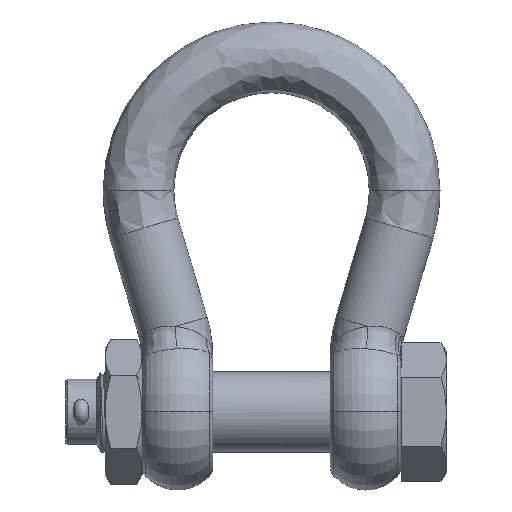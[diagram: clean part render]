
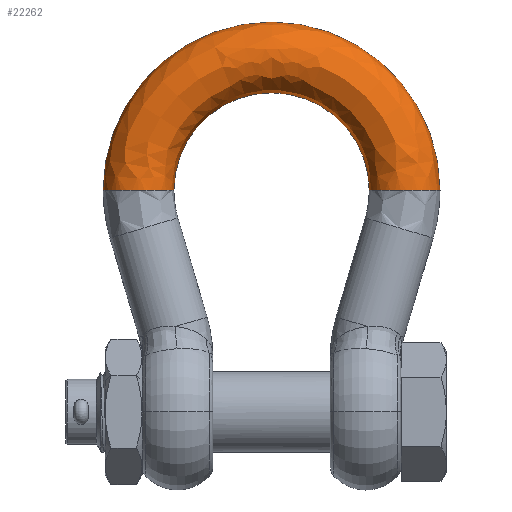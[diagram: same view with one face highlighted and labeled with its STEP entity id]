
A CAD part, top view. The second image highlights one B-rep face of the part: STEP entity #22262.
In plain terms, the highlighted free-form (B-spline) face has degree [3, 3] with [4, 7] control points.
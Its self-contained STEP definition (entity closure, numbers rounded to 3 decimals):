
#2188 = DIRECTION ( 'NONE',  ( 0., 0., -1. ) ) ;
#2189 = CARTESIAN_POINT ( 'NONE',  ( 0., 156.5, 0. ) ) ;
#2190 = AXIS2_PLACEMENT_3D ( 'NONE', #2189, #2188, #2285 ) ;
#2191 = CIRCLE ( 'NONE', #2190, 69. ) ;
#2192 =( BOUNDED_SURFACE ( )  B_SPLINE_SURFACE ( 3, 3, ( 
 ( #2225, #2224, #2223, #2222, #2221, #2220, #2282 ),
 ( #2281, #2280, #2279, #2278, #2277, #2276, #2275 ),
 ( #2274, #2273, #2272, #2271, #2270, #2269, #2268 ),
 ( #2267, #2266, #2265, #2264, #2263, #2262, #2261 ) ),
 .UNSPECIFIED., .F., .F., .F. ) 
 B_SPLINE_SURFACE_WITH_KNOTS ( ( 4, 4 ),
 ( 4, 3, 4 ),
 ( 0., 1. ),
 ( 0., 0.5, 1. ),
 .UNSPECIFIED. ) 
 GEOMETRIC_REPRESENTATION_ITEM ( )  RATIONAL_B_SPLINE_SURFACE ( (
 ( 1., 0.805, 0.805, 1., 0.805, 0.805, 1.),
 ( 0.333, 0.268, 0.268, 0.333, 0.268, 0.268, 0.333),
 ( 0.333, 0.268, 0.268, 0.333, 0.268, 0.268, 0.333),
 ( 1., 0.805, 0.805, 1., 0.805, 0.805, 1.) ) ) 
 REPRESENTATION_ITEM ( '' )  SURFACE ( )  );
#2220 = CARTESIAN_POINT ( 'NONE',  ( 69., 196.919, 0. ) ) ;
#2221 = CARTESIAN_POINT ( 'NONE',  ( 40.419, 225.5, 0. ) ) ;
#2222 = CARTESIAN_POINT ( 'NONE',  ( 0., 225.5, 0. ) ) ;
#2223 = CARTESIAN_POINT ( 'NONE',  ( -40.419, 225.5, 0. ) ) ;
#2224 = CARTESIAN_POINT ( 'NONE',  ( -69., 196.919, 0. ) ) ;
#2225 = CARTESIAN_POINT ( 'NONE',  ( -69., 156.5, 0. ) ) ;
#2261 = CARTESIAN_POINT ( 'NONE',  ( 119., 156.5, 0. ) ) ;
#2262 = CARTESIAN_POINT ( 'NONE',  ( 119., 226.209, 0. ) ) ;
#2263 = CARTESIAN_POINT ( 'NONE',  ( 69.709, 275.5, 0. ) ) ;
#2264 = CARTESIAN_POINT ( 'NONE',  ( 0., 275.5, 0. ) ) ;
#2265 = CARTESIAN_POINT ( 'NONE',  ( -69.709, 275.5, 0. ) ) ;
#2266 = CARTESIAN_POINT ( 'NONE',  ( -119., 226.209, 0. ) ) ;
#2267 = CARTESIAN_POINT ( 'NONE',  ( -119., 156.5, 0. ) ) ;
#2268 = CARTESIAN_POINT ( 'NONE',  ( 119., 156.5, 50. ) ) ;
#2269 = CARTESIAN_POINT ( 'NONE',  ( 119., 226.209, 50. ) ) ;
#2270 = CARTESIAN_POINT ( 'NONE',  ( 69.709, 275.5, 50. ) ) ;
#2271 = CARTESIAN_POINT ( 'NONE',  ( 0., 275.5, 50. ) ) ;
#2272 = CARTESIAN_POINT ( 'NONE',  ( -69.709, 275.5, 50. ) ) ;
#2273 = CARTESIAN_POINT ( 'NONE',  ( -119., 226.209, 50. ) ) ;
#2274 = CARTESIAN_POINT ( 'NONE',  ( -119., 156.5, 50. ) ) ;
#2275 = CARTESIAN_POINT ( 'NONE',  ( 69., 156.5, 50. ) ) ;
#2276 = CARTESIAN_POINT ( 'NONE',  ( 69., 196.919, 50. ) ) ;
#2277 = CARTESIAN_POINT ( 'NONE',  ( 40.419, 225.5, 50. ) ) ;
#2278 = CARTESIAN_POINT ( 'NONE',  ( 0., 225.5, 50. ) ) ;
#2279 = CARTESIAN_POINT ( 'NONE',  ( -40.419, 225.5, 50. ) ) ;
#2280 = CARTESIAN_POINT ( 'NONE',  ( -69., 196.919, 50. ) ) ;
#2281 = CARTESIAN_POINT ( 'NONE',  ( -69., 156.5, 50. ) ) ;
#2282 = CARTESIAN_POINT ( 'NONE',  ( 69., 156.5, 0. ) ) ;
#2283 = CARTESIAN_POINT ( 'NONE',  ( 69., 156.5, 0. ) ) ;
#2284 = CARTESIAN_POINT ( 'NONE',  ( -69., 156.5, 0. ) ) ;
#2285 = DIRECTION ( 'NONE',  ( -1., 0., 0. ) ) ;
#2294 = FACE_OUTER_BOUND ( 'NONE', #22263, .T. ) ;
#2333 = DIRECTION ( 'NONE',  ( 0., 0., -1. ) ) ;
#2334 = DIRECTION ( 'NONE',  ( 0., -1., 0. ) ) ;
#2335 = CARTESIAN_POINT ( 'NONE',  ( -94., 156.5, 0. ) ) ;
#2336 = AXIS2_PLACEMENT_3D ( 'NONE', #2335, #2334, #2333 ) ;
#2337 = CIRCLE ( 'NONE', #2336, 25. ) ;
#2339 = CARTESIAN_POINT ( 'NONE',  ( -119., 156.5, 0. ) ) ;
#2340 = DIRECTION ( 'NONE',  ( -1., 0., 0. ) ) ;
#2341 = DIRECTION ( 'NONE',  ( 0., 0., 1. ) ) ;
#2342 = AXIS2_PLACEMENT_3D ( 'NONE', #2349, #2341, #2340 ) ;
#2343 = CIRCLE ( 'NONE', #2342, 119. ) ;
#2344 = CARTESIAN_POINT ( 'NONE',  ( 119., 156.5, 0. ) ) ;
#2345 = CARTESIAN_POINT ( 'NONE',  ( 119., 156.5, 50. ) ) ;
#2346 = CARTESIAN_POINT ( 'NONE',  ( 69., 156.5, 50. ) ) ;
#2347 = CARTESIAN_POINT ( 'NONE',  ( 69., 156.5, 0. ) ) ;
#2348 =( BOUNDED_CURVE ( )  B_SPLINE_CURVE ( 3, ( #2347, #2346, #2345, #2344 ),
 .UNSPECIFIED., .F., .T. ) 
 B_SPLINE_CURVE_WITH_KNOTS ( ( 4, 4 ),
 ( 0., 1. ),
 .UNSPECIFIED. ) 
 CURVE ( )  GEOMETRIC_REPRESENTATION_ITEM ( )  RATIONAL_B_SPLINE_CURVE ( ( 1., 0.333, 0.333, 1. ) ) 
 REPRESENTATION_ITEM ( '' )  );
#2349 = CARTESIAN_POINT ( 'NONE',  ( 0., 156.5, 0. ) ) ;
#2350 = CARTESIAN_POINT ( 'NONE',  ( 119., 156.5, 0. ) ) ;
#22262 = ADVANCED_FACE ( 'NONE', ( #2294 ), #2192, .F. ) ;
#22263 = EDGE_LOOP ( 'NONE', ( #22264, #22269, #22272, #22275 ) ) ;
#22264 = ORIENTED_EDGE ( 'NONE', *, *, #22265, .T. ) ;
#22265 = EDGE_CURVE ( 'NONE', #22267, #22268, #2191, .T. ) ;
#22267 = VERTEX_POINT ( 'NONE', #2284 ) ;
#22268 = VERTEX_POINT ( 'NONE', #2283 ) ;
#22269 = ORIENTED_EDGE ( 'NONE', *, *, #22270, .T. ) ;
#22270 = EDGE_CURVE ( 'NONE', #22268, #22271, #2348, .T. ) ;
#22271 = VERTEX_POINT ( 'NONE', #2350 ) ;
#22272 = ORIENTED_EDGE ( 'NONE', *, *, #22273, .T. ) ;
#22273 = EDGE_CURVE ( 'NONE', #22271, #22274, #2343, .T. ) ;
#22274 = VERTEX_POINT ( 'NONE', #2339 ) ;
#22275 = ORIENTED_EDGE ( 'NONE', *, *, #22276, .F. ) ;
#22276 = EDGE_CURVE ( 'NONE', #22267, #22274, #2337, .T. ) ;
